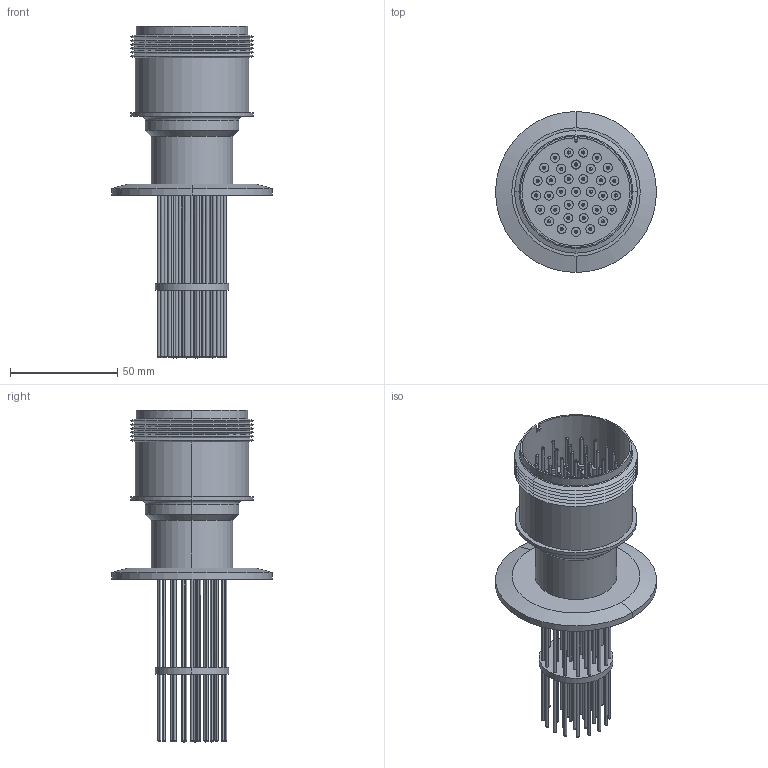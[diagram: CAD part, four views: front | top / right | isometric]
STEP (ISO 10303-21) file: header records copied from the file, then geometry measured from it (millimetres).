
FILE_DESCRIPTION (( 'STEP AP203' ), '1' );
FILE_NAME ('A0745-2-QF.STEP', '2013-10-25T14:26:10', ( '' ), ( '' ), 'SwSTEP 2.0', 'SolidWorks 2012', '' );
FILE_SCHEMA (( 'CONFIG_CONTROL_DESIGN' ));
Length unit declared in the file: inch
Products named in the file (1): A0745-2-QF
Bounding box: 74.93 x 74.93 x 154.56 mm (x, y, z)
Volume: 48533.7 mm3; surface area: 68777.8 mm2
Topology: 1 solids, 1 shells, 1027 faces, 2544 edges, 1704 vertices
Faces by surface type: cylinder 582, bspline 210, plane 199, cone 32, torus 4
Entity records: 35431 total; most frequent: CARTESIAN_POINT 11948, ORIENTED_EDGE 5088, DIRECTION 4728, EDGE_CURVE 2544, AXIS2_PLACEMENT_3D 2034, VERTEX_POINT 1704, EDGE_LOOP 1280, CIRCLE 1216
